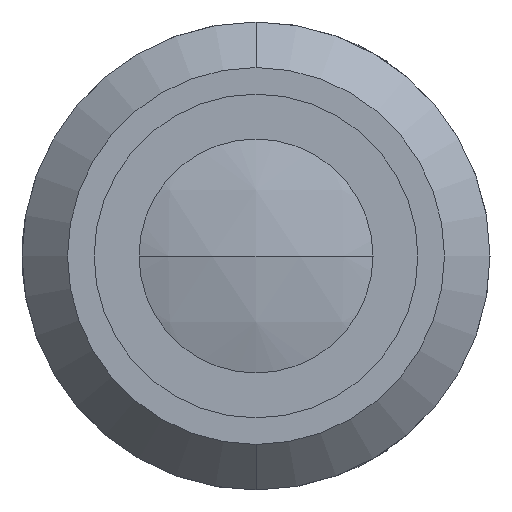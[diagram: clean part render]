
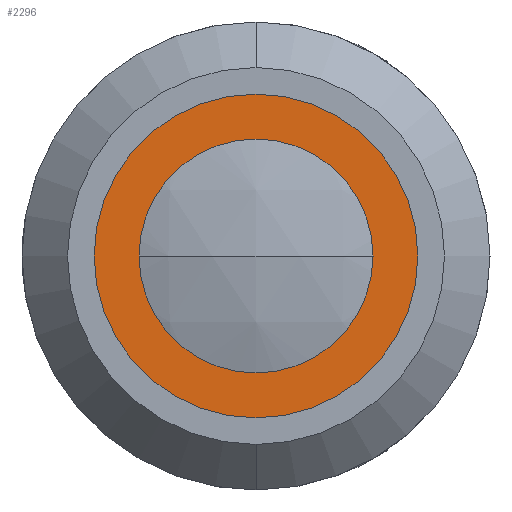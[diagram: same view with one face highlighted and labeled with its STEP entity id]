
A CAD part, left-side view. The second image highlights one B-rep face of the part: STEP entity #2296.
In plain terms, the highlighted planar face has unit normal (-1, 0, 0).
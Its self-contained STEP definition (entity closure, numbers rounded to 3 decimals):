
#51 = DIRECTION ( 'NONE',  ( 0., 0., -1. ) ) ;
#97 = ORIENTED_EDGE ( 'NONE', *, *, #640, .T. ) ;
#298 = DIRECTION ( 'NONE',  ( -1., 0., 0. ) ) ;
#421 = FACE_BOUND ( 'NONE', #1552, .T. ) ;
#571 = CIRCLE ( 'NONE', #3387, 13.2 ) ;
#640 = EDGE_CURVE ( 'NONE', #2577, #1359, #1689, .T. ) ;
#800 = ORIENTED_EDGE ( 'NONE', *, *, #3263, .F. ) ;
#908 = ORIENTED_EDGE ( 'NONE', *, *, #3635, .F. ) ;
#1008 = PLANE ( 'NONE',  #1944 ) ;
#1025 = CARTESIAN_POINT ( 'NONE',  ( 3.5, 0., -13.2 ) ) ;
#1088 = VERTEX_POINT ( 'NONE', #2450 ) ;
#1359 = VERTEX_POINT ( 'NONE', #3712 ) ;
#1394 = DIRECTION ( 'NONE',  ( -1., 0., 0. ) ) ;
#1487 = AXIS2_PLACEMENT_3D ( 'NONE', #2189, #3518, #3283 ) ;
#1552 = EDGE_LOOP ( 'NONE', ( #908, #800 ) ) ;
#1689 = CIRCLE ( 'NONE', #1487, 13.2 ) ;
#1730 = DIRECTION ( 'NONE',  ( 0., 0., 1. ) ) ;
#1944 = AXIS2_PLACEMENT_3D ( 'NONE', #3833, #2069, #51 ) ;
#2014 = AXIS2_PLACEMENT_3D ( 'NONE', #3055, #298, #4423 ) ;
#2041 = DIRECTION ( 'NONE',  ( 0., 0., 1. ) ) ;
#2069 = DIRECTION ( 'NONE',  ( 1., 0., 0. ) ) ;
#2169 = ORIENTED_EDGE ( 'NONE', *, *, #3234, .T. ) ;
#2189 = CARTESIAN_POINT ( 'NONE',  ( 3.5, 0., 0. ) ) ;
#2296 = ADVANCED_FACE ( 'NONE', ( #421, #3777 ), #1008, .F. ) ;
#2450 = CARTESIAN_POINT ( 'NONE',  ( 3.5, 0., 9. ) ) ;
#2577 = VERTEX_POINT ( 'NONE', #1025 ) ;
#2724 = CARTESIAN_POINT ( 'NONE',  ( 3.5, 0., -9. ) ) ;
#3026 = DIRECTION ( 'NONE',  ( -1., 0., 0. ) ) ;
#3055 = CARTESIAN_POINT ( 'NONE',  ( 3.5, 0., 0. ) ) ;
#3234 = EDGE_CURVE ( 'NONE', #1359, #2577, #571, .T. ) ;
#3263 = EDGE_CURVE ( 'NONE', #3985, #1088, #4402, .T. ) ;
#3283 = DIRECTION ( 'NONE',  ( 0., 0., 1. ) ) ;
#3337 = CIRCLE ( 'NONE', #3907, 9. ) ;
#3387 = AXIS2_PLACEMENT_3D ( 'NONE', #4127, #1394, #1730 ) ;
#3518 = DIRECTION ( 'NONE',  ( -1., 0., 0. ) ) ;
#3635 = EDGE_CURVE ( 'NONE', #1088, #3985, #3337, .T. ) ;
#3712 = CARTESIAN_POINT ( 'NONE',  ( 3.5, 0., 13.2 ) ) ;
#3726 = CARTESIAN_POINT ( 'NONE',  ( 3.5, 0., 0. ) ) ;
#3777 = FACE_OUTER_BOUND ( 'NONE', #4225, .T. ) ;
#3833 = CARTESIAN_POINT ( 'NONE',  ( 3.5, 13.2, 0. ) ) ;
#3907 = AXIS2_PLACEMENT_3D ( 'NONE', #3726, #3026, #2041 ) ;
#3985 = VERTEX_POINT ( 'NONE', #2724 ) ;
#4127 = CARTESIAN_POINT ( 'NONE',  ( 3.5, 0., 0. ) ) ;
#4225 = EDGE_LOOP ( 'NONE', ( #2169, #97 ) ) ;
#4402 = CIRCLE ( 'NONE', #2014, 9. ) ;
#4423 = DIRECTION ( 'NONE',  ( 0., 0., 1. ) ) ;
